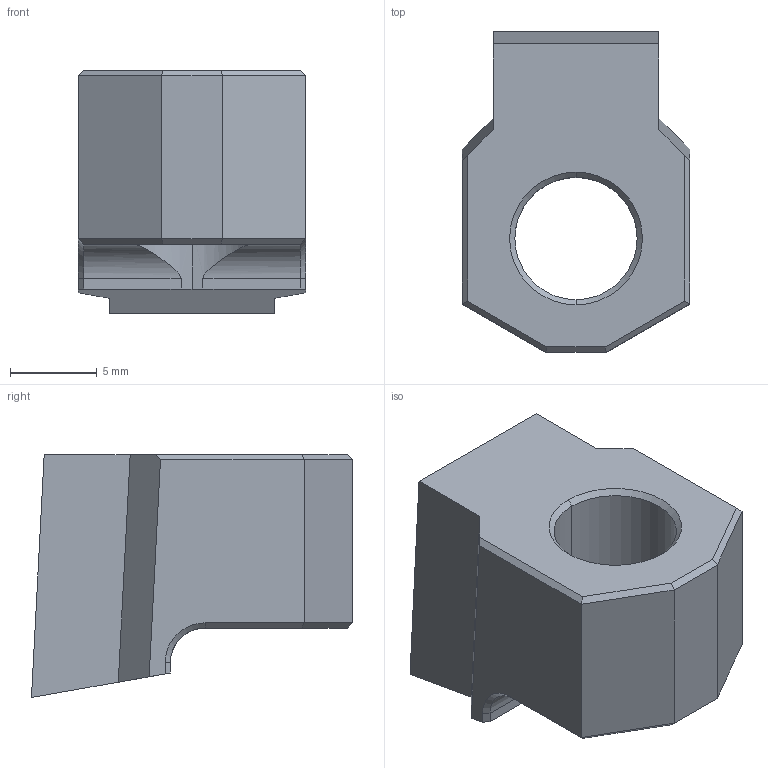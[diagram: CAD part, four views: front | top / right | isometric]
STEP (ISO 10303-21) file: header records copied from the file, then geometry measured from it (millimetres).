
FILE_DESCRIPTION (( 'STEP AP214' ), '1' );
FILE_NAME ('IN-3_8''''-H7-SM.STEP', '2024-03-19T07:59:07', ( 'Paolo' ), ( '' ), 'SwSTEP 2.0', 'SolidWorks 2020', '' );
FILE_SCHEMA (( 'AUTOMOTIVE_DESIGN' ));
Length unit declared in the file: millimetre
Products named in the file (1): IN-3_8''''-H7-SM
Bounding box: 13.1 x 18.5 x 14 mm (x, y, z)
Volume: 1883 mm3; surface area: 1216.1 mm2
Topology: 1 solids, 1 shells, 39 faces, 96 edges, 58 vertices
Faces by surface type: plane 27, cylinder 6, cone 4, torus 2
Entity records: 1186 total; most frequent: CARTESIAN_POINT 230, ORIENTED_EDGE 192, DIRECTION 188, EDGE_CURVE 96, VECTOR 76, LINE 76, VERTEX_POINT 58, AXIS2_PLACEMENT_3D 56
